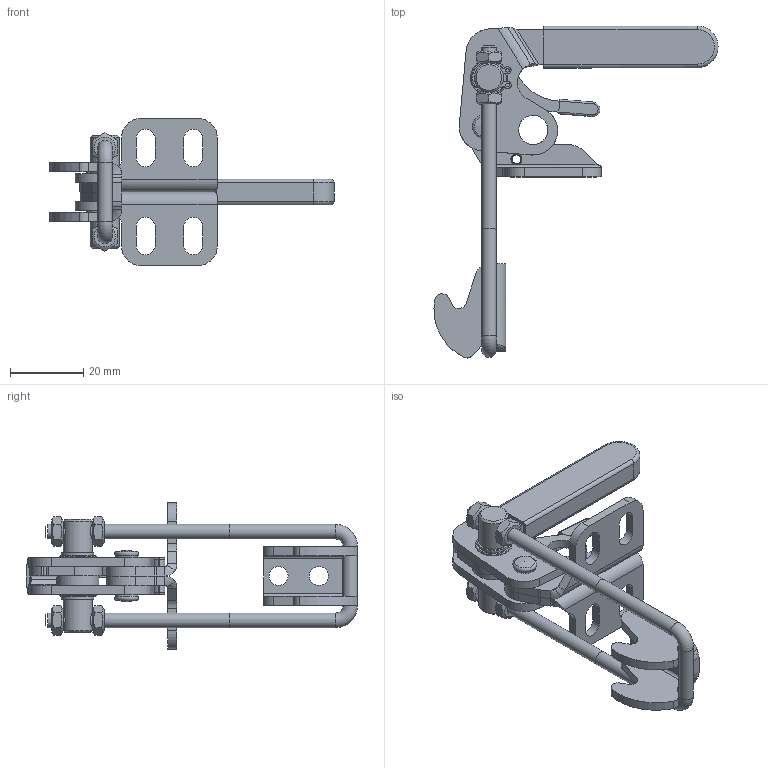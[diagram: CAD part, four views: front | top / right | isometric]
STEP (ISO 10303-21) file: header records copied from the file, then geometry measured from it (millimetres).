
FILE_DESCRIPTION(/* description */ (''),/* implementation_level */ '2;1');
FILE_NAME(/* name */ 'HC22V-SL.stp',/* time_stamp */ '2019-09-18T10:27:40+01:00',/* author */ ('Carl'),/* organization */ (''),/* preprocessor_version */ 'ST-DEVELOPER v17',/* originating_system */ 'Autodesk Inventor 2018',/* authorisation */ '');
FILE_SCHEMA (('AUTOMOTIVE_DESIGN { 1 0 10303 214 3 1 1 }'));
Length unit declared in the file: millimetre
Products named in the file (6): HC22V-SL; HC22V-SL_1; HC22V-SL_1_1; HC22V-SL_2; HC22V-SL_3; HC22V-SL_4
Assembly tree (5 placements, depth 2):
  HC22V-SL
    HC22V-SL_1
    HC22V-SL_1_1
    HC22V-SL_2
    HC22V-SL_3
    HC22V-SL_4
Bounding box: 77.49 x 90.54 x 40 mm (x, y, z)
Volume: 17111.9 mm3; surface area: 15949.1 mm2
Topology: 9 solids, 10 shells, 361 faces, 995 edges, 656 vertices
Faces by surface type: plane 166, cylinder 149, bspline 18, cone 16, torus 10, sphere 2
Full cylindrical faces by diameter (mm): 1 x4, 3.99 x2, 4 x7, 4.2 x2, 5.2 x2, 6 x3, 7.6 x2, 8 x5, 10 x2, 11.5 x1
Entity records: 13976 total; most frequent: CARTESIAN_POINT 4369, ORIENTED_EDGE 2004, DIRECTION 1953, EDGE_CURVE 1002, AXIS2_PLACEMENT_3D 711, VERTEX_POINT 665, LINE 531, VECTOR 531
